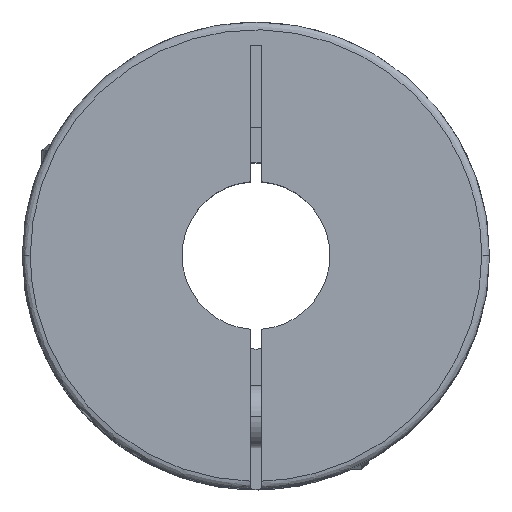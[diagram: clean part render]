
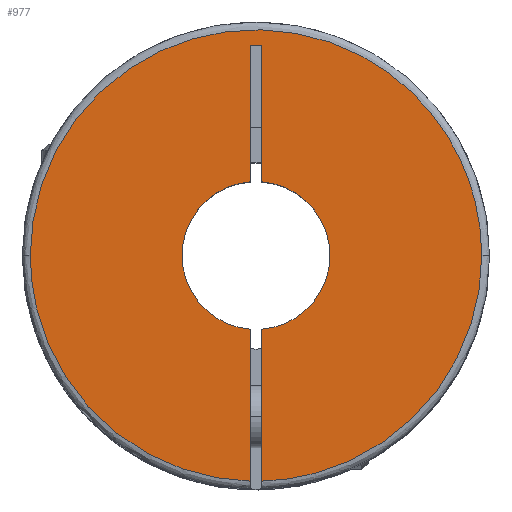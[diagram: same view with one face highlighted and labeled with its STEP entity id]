
A CAD part, top view. The second image highlights one B-rep face of the part: STEP entity #977.
In plain terms, the highlighted planar face has unit normal (0, 0, 1).
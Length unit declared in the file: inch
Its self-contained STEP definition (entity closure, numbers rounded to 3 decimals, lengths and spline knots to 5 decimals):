
#35 = DIRECTION ( 'NONE',  ( 1., 0., 0. ) ) ;
#54 = DIRECTION ( 'NONE',  ( 0., -1., 0. ) ) ;
#92 = DIRECTION ( 'NONE',  ( 0., 0., 1. ) ) ;
#145 = DIRECTION ( 'NONE',  ( -1., 0., 0. ) ) ;
#163 = CARTESIAN_POINT ( 'NONE',  ( 1.14173, 2.28346, 0. ) ) ;
#189 = AXIS2_PLACEMENT_3D ( 'NONE', #1329, #735, #1081 ) ;
#203 = CARTESIAN_POINT ( 'NONE',  ( 1.14173, 0., 0. ) ) ;
#261 = VERTEX_POINT ( 'NONE', #1345 ) ;
#323 = ORIENTED_EDGE ( 'NONE', *, *, #3612, .T. ) ;
#341 = VERTEX_POINT ( 'NONE', #3829 ) ;
#355 = VECTOR ( 'NONE', #1559, 39.37008 ) ;
#406 = EDGE_CURVE ( 'NONE', #3381, #1802, #2602, .T. ) ;
#442 = DIRECTION ( 'NONE',  ( 1., 0., 0. ) ) ;
#464 = CARTESIAN_POINT ( 'NONE',  ( 0.02953, 1.06299, 0. ) ) ;
#501 = CARTESIAN_POINT ( 'NONE',  ( 0.02953, -1.14135, 0. ) ) ;
#549 = CARTESIAN_POINT ( 'NONE',  ( 1.14173, -0.65518, 0. ) ) ;
#557 = CARTESIAN_POINT ( 'NONE',  ( -1.14173, 0., 0. ) ) ;
#565 = LINE ( 'NONE', #1518, #1147 ) ;
#598 = CARTESIAN_POINT ( 'NONE',  ( -0.02953, 0., 0. ) ) ;
#610 =( BOUNDED_CURVE ( )  B_SPLINE_CURVE ( 3, ( #843, #785, #163, #203 ),
 .UNSPECIFIED., .F., .T. ) 
 B_SPLINE_CURVE_WITH_KNOTS ( ( 4, 4 ),
 ( 0.24792, 0.75208 ),
 .UNSPECIFIED. ) 
 CURVE ( )  GEOMETRIC_REPRESENTATION_ITEM ( )  RATIONAL_B_SPLINE_CURVE ( ( 1., 0.333, 0.333, 1. ) ) 
 REPRESENTATION_ITEM ( '' )  );
#621 = AXIS2_PLACEMENT_3D ( 'NONE', #920, #3286, #145 ) ;
#679 = ORIENTED_EDGE ( 'NONE', *, *, #4048, .F. ) ;
#691 = VECTOR ( 'NONE', #442, 39.37008 ) ;
#726 = ORIENTED_EDGE ( 'NONE', *, *, #4014, .F. ) ;
#735 = DIRECTION ( 'NONE',  ( 0., 0., 1. ) ) ;
#785 = CARTESIAN_POINT ( 'NONE',  ( -1.14173, 2.28346, 0. ) ) ;
#813 = CARTESIAN_POINT ( 'NONE',  ( 0.02953, -1.14135, 0. ) ) ;
#843 = CARTESIAN_POINT ( 'NONE',  ( -1.14173, 0., 0. ) ) ;
#880 = LINE ( 'NONE', #3756, #355 ) ;
#920 = CARTESIAN_POINT ( 'NONE',  ( 0., 0., 0. ) ) ;
#977 = ADVANCED_FACE ( 'NONE', ( #3608 ), #3909, .F. ) ;
#1030 = CARTESIAN_POINT ( 'NONE',  ( 0., 0., 0. ) ) ;
#1081 = DIRECTION ( 'NONE',  ( 1., 0., 0. ) ) ;
#1100 = EDGE_CURVE ( 'NONE', #1768, #1802, #2583, .T. ) ;
#1105 = CARTESIAN_POINT ( 'NONE',  ( 0., 0., 0. ) ) ;
#1147 = VECTOR ( 'NONE', #1842, 39.37008 ) ;
#1160 = CARTESIAN_POINT ( 'NONE',  ( 0.02953, 0.37285, 0. ) ) ;
#1179 = CARTESIAN_POINT ( 'NONE',  ( -0.68448, -1.12441, 0. ) ) ;
#1199 = AXIS2_PLACEMENT_3D ( 'NONE', #1105, #92, #1437 ) ;
#1238 = CARTESIAN_POINT ( 'NONE',  ( -0.02953, -1.14135, 0. ) ) ;
#1260 = EDGE_CURVE ( 'NONE', #1768, #3496, #2261, .T. ) ;
#1329 = CARTESIAN_POINT ( 'NONE',  ( 0., 0., 0. ) ) ;
#1345 = CARTESIAN_POINT ( 'NONE',  ( -1.14173, 0., 0. ) ) ;
#1437 = DIRECTION ( 'NONE',  ( 1., 0., 0. ) ) ;
#1441 = CIRCLE ( 'NONE', #189, 0.37402 ) ;
#1461 = ORIENTED_EDGE ( 'NONE', *, *, #1260, .F. ) ;
#1497 = VERTEX_POINT ( 'NONE', #3388 ) ;
#1518 = CARTESIAN_POINT ( 'NONE',  ( 0.02953, 0., 0. ) ) ;
#1552 = CIRCLE ( 'NONE', #3705, 0.37402 ) ;
#1559 = DIRECTION ( 'NONE',  ( 0., 1., 0. ) ) ;
#1571 = EDGE_LOOP ( 'NONE', ( #1903, #2147, #679, #323, #3538, #3178, #1461, #3797, #2946, #3939, #726 ) ) ;
#1738 = EDGE_CURVE ( 'NONE', #2321, #1497, #1441, .T. ) ;
#1768 = VERTEX_POINT ( 'NONE', #4005 ) ;
#1802 = VERTEX_POINT ( 'NONE', #501 ) ;
#1826 = VERTEX_POINT ( 'NONE', #1160 ) ;
#1842 = DIRECTION ( 'NONE',  ( 0., 1., 0. ) ) ;
#1903 = ORIENTED_EDGE ( 'NONE', *, *, #3341, .T. ) ;
#1913 = VECTOR ( 'NONE', #3062, 39.37008 ) ;
#2104 = CARTESIAN_POINT ( 'NONE',  ( -0.02953, -1.14135, 0. ) ) ;
#2121 = CARTESIAN_POINT ( 'NONE',  ( 0.68448, -1.12441, 0. ) ) ;
#2147 = ORIENTED_EDGE ( 'NONE', *, *, #1738, .F. ) ;
#2261 = CIRCLE ( 'NONE', #1199, 0.37402 ) ;
#2321 = VERTEX_POINT ( 'NONE', #3721 ) ;
#2329 =( BOUNDED_CURVE ( )  B_SPLINE_CURVE ( 3, ( #1238, #1179, #2758, #557 ),
 .UNSPECIFIED., .F., .F. ) 
 B_SPLINE_CURVE_WITH_KNOTS ( ( 4, 4 ),
 ( 0., 0.24792 ),
 .UNSPECIFIED. ) 
 CURVE ( )  GEOMETRIC_REPRESENTATION_ITEM ( )  RATIONAL_B_SPLINE_CURVE ( ( 1., 0.811, 0.811, 1. ) ) 
 REPRESENTATION_ITEM ( '' )  );
#2402 = CARTESIAN_POINT ( 'NONE',  ( 1.14173, 0., 0. ) ) ;
#2499 = CARTESIAN_POINT ( 'NONE',  ( 1.14173, 0., 0. ) ) ;
#2513 = LINE ( 'NONE', #598, #1913 ) ;
#2583 = LINE ( 'NONE', #2892, #3832 ) ;
#2602 =( BOUNDED_CURVE ( )  B_SPLINE_CURVE ( 3, ( #2402, #549, #2121, #813 ),
 .UNSPECIFIED., .F., .T. ) 
 B_SPLINE_CURVE_WITH_KNOTS ( ( 4, 4 ),
 ( 0.75208, 1. ),
 .UNSPECIFIED. ) 
 CURVE ( )  GEOMETRIC_REPRESENTATION_ITEM ( )  RATIONAL_B_SPLINE_CURVE ( ( 1., 0.811, 0.811, 1. ) ) 
 REPRESENTATION_ITEM ( '' )  );
#2647 = DIRECTION ( 'NONE',  ( 0., 0., 1. ) ) ;
#2668 = VERTEX_POINT ( 'NONE', #2104 ) ;
#2758 = CARTESIAN_POINT ( 'NONE',  ( -1.14173, -0.65518, 0. ) ) ;
#2892 = CARTESIAN_POINT ( 'NONE',  ( 0.02953, -1.1811, 0. ) ) ;
#2938 = VERTEX_POINT ( 'NONE', #3943 ) ;
#2946 = ORIENTED_EDGE ( 'NONE', *, *, #406, .F. ) ;
#3062 = DIRECTION ( 'NONE',  ( 0., -1., 0. ) ) ;
#3170 = EDGE_CURVE ( 'NONE', #261, #3381, #610, .T. ) ;
#3178 = ORIENTED_EDGE ( 'NONE', *, *, #3524, .F. ) ;
#3286 = DIRECTION ( 'NONE',  ( 0., 0., -1. ) ) ;
#3341 = EDGE_CURVE ( 'NONE', #2668, #1497, #880, .T. ) ;
#3381 = VERTEX_POINT ( 'NONE', #2499 ) ;
#3388 = CARTESIAN_POINT ( 'NONE',  ( -0.02953, -0.37285, 0. ) ) ;
#3398 = EDGE_CURVE ( 'NONE', #1826, #341, #565, .T. ) ;
#3496 = VERTEX_POINT ( 'NONE', #3840 ) ;
#3524 = EDGE_CURVE ( 'NONE', #3496, #1826, #1552, .T. ) ;
#3538 = ORIENTED_EDGE ( 'NONE', *, *, #3398, .F. ) ;
#3608 = FACE_OUTER_BOUND ( 'NONE', #1571, .T. ) ;
#3612 = EDGE_CURVE ( 'NONE', #2938, #341, #3956, .T. ) ;
#3705 = AXIS2_PLACEMENT_3D ( 'NONE', #1030, #2647, #35 ) ;
#3721 = CARTESIAN_POINT ( 'NONE',  ( -0.02953, 0.37285, 0. ) ) ;
#3756 = CARTESIAN_POINT ( 'NONE',  ( -0.02953, 1.06299, 0. ) ) ;
#3797 = ORIENTED_EDGE ( 'NONE', *, *, #1100, .T. ) ;
#3829 = CARTESIAN_POINT ( 'NONE',  ( 0.02953, 1.06299, 0. ) ) ;
#3832 = VECTOR ( 'NONE', #54, 39.37008 ) ;
#3840 = CARTESIAN_POINT ( 'NONE',  ( 0.37402, 0., 0. ) ) ;
#3909 = PLANE ( 'NONE',  #621 ) ;
#3939 = ORIENTED_EDGE ( 'NONE', *, *, #3170, .F. ) ;
#3943 = CARTESIAN_POINT ( 'NONE',  ( -0.02953, 1.06299, 0. ) ) ;
#3956 = LINE ( 'NONE', #464, #691 ) ;
#4005 = CARTESIAN_POINT ( 'NONE',  ( 0.02953, -0.37285, 0. ) ) ;
#4014 = EDGE_CURVE ( 'NONE', #2668, #261, #2329, .T. ) ;
#4048 = EDGE_CURVE ( 'NONE', #2938, #2321, #2513, .T. ) ;
